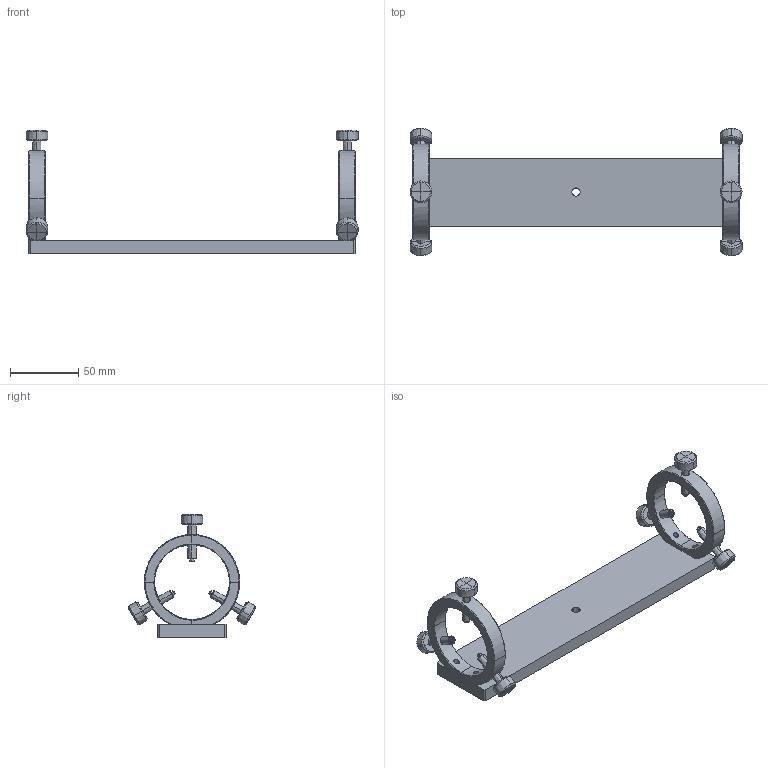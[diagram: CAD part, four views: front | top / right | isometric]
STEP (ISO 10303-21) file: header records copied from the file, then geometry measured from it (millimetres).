
FILE_DESCRIPTION (( 'STEP AP203' ), '1' );
FILE_NAME ('Web Model 54991_54991.step', '2021-05-19T19:47:27', ( '' ), ( '' ), 'SwSTEP 2.0', 'SolidWorks 2018', '' );
FILE_SCHEMA (( 'CONFIG_CONTROL_DESIGN' ));
Length unit declared in the file: millimetre
Products named in the file (1): Web Model 54991_54991
Bounding box: 244 x 93.6 x 91 mm (x, y, z)
Surface area: 54624.8 mm2 (no closed solid volume)
Topology: 0 solids, 31 shells, 628 faces, 1514 edges, 896 vertices
Faces by surface type: bspline 628
Entity records: 24348 total; most frequent: CARTESIAN_POINT 15617, ORIENTED_EDGE 2884, EDGE_CURVE 1490, B_SPLINE_CURVE_WITH_KNOTS 1163, VERTEX_POINT 896, EDGE_LOOP 658, ADVANCED_FACE 628, FACE_OUTER_BOUND 628
